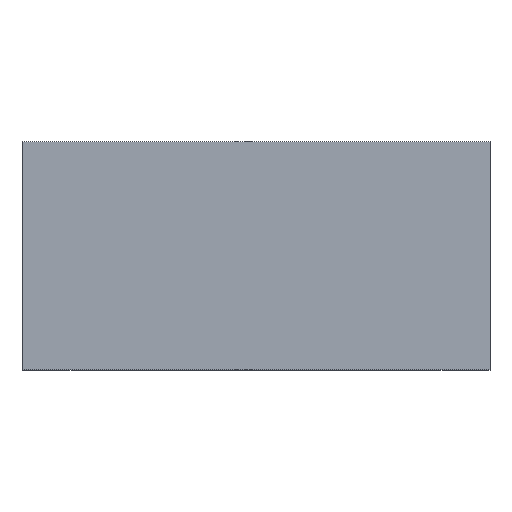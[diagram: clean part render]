
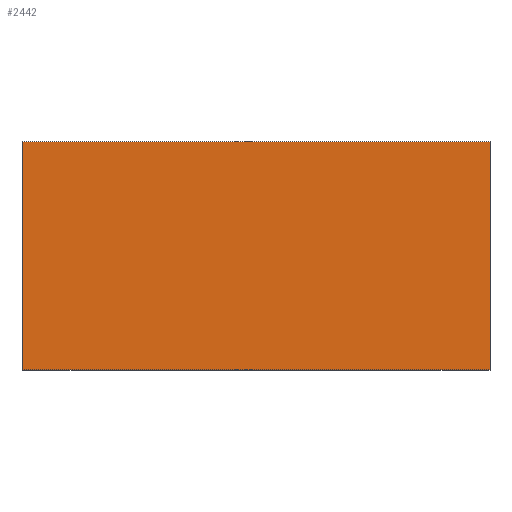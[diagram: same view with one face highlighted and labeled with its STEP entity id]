
A CAD part, top view. The second image highlights one B-rep face of the part: STEP entity #2442.
In plain terms, the highlighted planar face has unit normal (0, 0, 1).
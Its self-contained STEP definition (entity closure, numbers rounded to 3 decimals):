
#277=ORIENTED_EDGE('',*,*,#723,.T.);
#278=ORIENTED_EDGE('',*,*,#742,.F.);
#279=ORIENTED_EDGE('',*,*,#716,.F.);
#280=ORIENTED_EDGE('',*,*,#746,.T.);
#716=EDGE_CURVE('',#962,#963,#1118,.T.);
#723=EDGE_CURVE('',#970,#969,#1125,.T.);
#742=EDGE_CURVE('',#963,#969,#1144,.T.);
#746=EDGE_CURVE('',#962,#970,#1148,.T.);
#962=VERTEX_POINT('',#3359);
#963=VERTEX_POINT('',#3361);
#969=VERTEX_POINT('',#3374);
#970=VERTEX_POINT('',#3376);
#1118=LINE('',#3360,#1285);
#1125=LINE('',#3375,#1292);
#1144=LINE('',#3411,#1311);
#1148=LINE('',#3417,#1315);
#1285=VECTOR('',#2742,1000.);
#1292=VECTOR('',#2751,1000.);
#1311=VECTOR('',#2776,1000.);
#1315=VECTOR('',#2784,1000.);
#1417=EDGE_LOOP('',(#277,#278,#279,#280));
#1536=FACE_BOUND('',#1417,.T.);
#1637=PLANE('',#2562);
#2442=ADVANCED_FACE('',(#1536),#1637,.F.);
#2562=AXIS2_PLACEMENT_3D('',#3418,#2785,#2786);
#2742=DIRECTION('',(-1.,0.,0.));
#2751=DIRECTION('',(-1.,0.,0.));
#2776=DIRECTION('',(0.,1.,0.));
#2784=DIRECTION('',(0.,1.,0.));
#2785=DIRECTION('',(0.,0.,-1.));
#2786=DIRECTION('',(-1.,0.,0.));
#3359=CARTESIAN_POINT('',(20.5,-10.,17.5));
#3360=CARTESIAN_POINT('',(20.5,-10.,17.5));
#3361=CARTESIAN_POINT('',(-20.5,-10.,17.5));
#3374=CARTESIAN_POINT('',(-20.5,10.,17.5));
#3375=CARTESIAN_POINT('',(20.5,10.,17.5));
#3376=CARTESIAN_POINT('',(20.5,10.,17.5));
#3411=CARTESIAN_POINT('',(-20.5,-10.,17.5));
#3417=CARTESIAN_POINT('',(20.5,-10.,17.5));
#3418=CARTESIAN_POINT('',(20.5,-10.,17.5));
